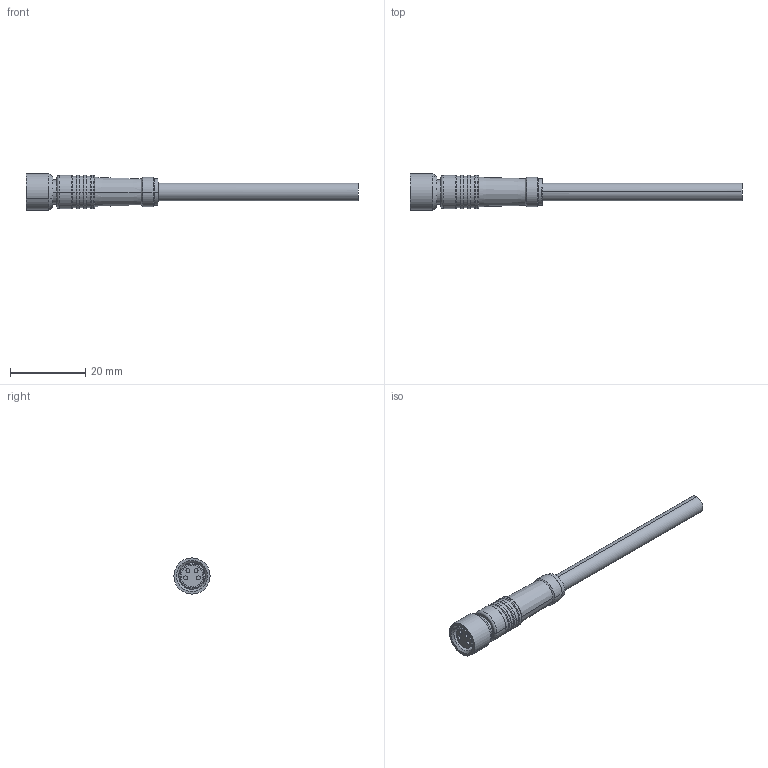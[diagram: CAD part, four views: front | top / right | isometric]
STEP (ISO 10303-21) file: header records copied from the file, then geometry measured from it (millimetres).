
FILE_DESCRIPTION(('STEP AP242'),'1');
FILE_NAME('connector_xzcp0941l10.stp','2020-11-05T09:49:54',('TraceParts'),('TraceParts S.A.'),'Spatial InterOp 3D',' ',' ');
FILE_SCHEMA(('AP242_MANAGED_MODEL_BASED_3D_ENGINEERING_MIM_LF {1 0 10303 442 1 1 4}'));
Length unit declared in the file: millimetre
Products named in the file (1): connector_xzcp0941l10
Bounding box: 88.2 x 9.59 x 9.59 mm (x, y, z)
Volume: 2672.3 mm3; surface area: 2154.8 mm2
Topology: 1 solids, 2 shells, 127 faces, 283 edges, 175 vertices
Faces by surface type: cylinder 56, torus 36, plane 21, cone 14
Entity records: 4924 total; most frequent: CARTESIAN_POINT 922, DIRECTION 718, ORIENTED_EDGE 566, AXIS2_PLACEMENT_3D 321, EDGE_CURVE 283, CIRCLE 187, VERTEX_POINT 175, EDGE_LOOP 144
